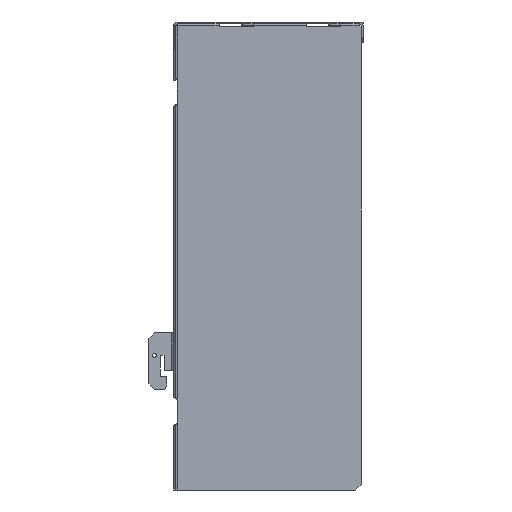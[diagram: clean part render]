
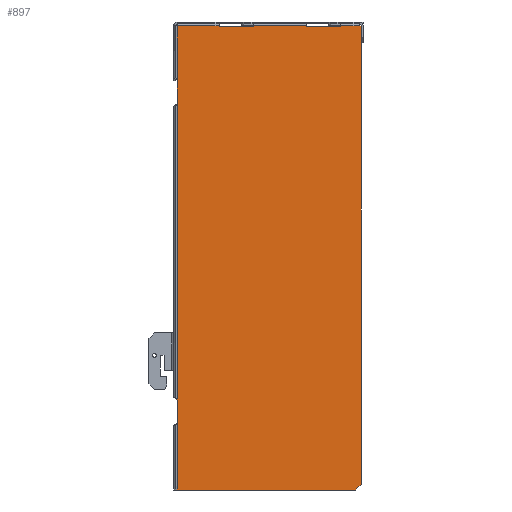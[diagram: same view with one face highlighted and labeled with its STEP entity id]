
A CAD part, left-side view. The second image highlights one B-rep face of the part: STEP entity #897.
In plain terms, the highlighted planar face has unit normal (-1, 0, 0).
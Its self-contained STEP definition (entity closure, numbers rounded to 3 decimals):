
#897=ADVANCED_FACE('',(#2000),#1468,.F.);
#1468=PLANE('',#12783);
#2000=FACE_OUTER_BOUND('',#2660,.T.);
#2660=EDGE_LOOP('',(#7464,#7465,#7466,#7467,#7468,#7469,#7470,#7471,#7472,
#7473,#7474,#7475,#7476,#7477,#7478,#7479,#7480,#7481));
#3667=LINE('',#18512,#5103);
#3669=LINE('',#18520,#5105);
#3672=LINE('',#18530,#5108);
#3682=LINE('',#18556,#5118);
#3688=LINE('',#18573,#5124);
#3690=LINE('',#18577,#5126);
#3691=LINE('',#18580,#5127);
#3692=LINE('',#18582,#5128);
#3693=LINE('',#18583,#5129);
#3694=LINE('',#18585,#5130);
#3695=LINE('',#18587,#5131);
#3696=LINE('',#18588,#5132);
#3697=LINE('',#18590,#5133);
#3698=LINE('',#18592,#5134);
#3699=LINE('',#18593,#5135);
#3700=LINE('',#18595,#5136);
#3701=LINE('',#18596,#5137);
#3702=LINE('',#18597,#5138);
#5103=VECTOR('',#14643,1.);
#5105=VECTOR('',#14647,1.);
#5108=VECTOR('',#14652,1.);
#5118=VECTOR('',#14670,1.);
#5124=VECTOR('',#14682,1.);
#5126=VECTOR('',#14686,1.);
#5127=VECTOR('',#14687,1.);
#5128=VECTOR('',#14688,1.);
#5129=VECTOR('',#14689,1.);
#5130=VECTOR('',#14690,1.);
#5131=VECTOR('',#14691,1.);
#5132=VECTOR('',#14692,1.);
#5133=VECTOR('',#14693,1.);
#5134=VECTOR('',#14694,1.);
#5135=VECTOR('',#14695,1.);
#5136=VECTOR('',#14696,1.);
#5137=VECTOR('',#14697,1.);
#5138=VECTOR('',#14698,1.);
#7464=ORIENTED_EDGE('',*,*,#11352,.F.);
#7465=ORIENTED_EDGE('',*,*,#11353,.T.);
#7466=ORIENTED_EDGE('',*,*,#11354,.F.);
#7467=ORIENTED_EDGE('',*,*,#11330,.T.);
#7468=ORIENTED_EDGE('',*,*,#11355,.T.);
#7469=ORIENTED_EDGE('',*,*,#11356,.F.);
#7470=ORIENTED_EDGE('',*,*,#11357,.T.);
#7471=ORIENTED_EDGE('',*,*,#11350,.F.);
#7472=ORIENTED_EDGE('',*,*,#11358,.T.);
#7473=ORIENTED_EDGE('',*,*,#11359,.F.);
#7474=ORIENTED_EDGE('',*,*,#11360,.T.);
#7475=ORIENTED_EDGE('',*,*,#11342,.F.);
#7476=ORIENTED_EDGE('',*,*,#11361,.T.);
#7477=ORIENTED_EDGE('',*,*,#11362,.T.);
#7478=ORIENTED_EDGE('',*,*,#11323,.T.);
#7479=ORIENTED_EDGE('',*,*,#11363,.T.);
#7480=ORIENTED_EDGE('',*,*,#11326,.T.);
#7481=ORIENTED_EDGE('',*,*,#11364,.T.);
#9928=VERTEX_POINT('',#18505);
#9931=VERTEX_POINT('',#18511);
#9934=VERTEX_POINT('',#18519);
#9935=VERTEX_POINT('',#18521);
#9938=VERTEX_POINT('',#18529);
#9939=VERTEX_POINT('',#18531);
#9950=VERTEX_POINT('',#18555);
#9951=VERTEX_POINT('',#18557);
#9958=VERTEX_POINT('',#18572);
#9959=VERTEX_POINT('',#18574);
#9960=VERTEX_POINT('',#18578);
#9961=VERTEX_POINT('',#18579);
#9962=VERTEX_POINT('',#18581);
#9963=VERTEX_POINT('',#18584);
#9964=VERTEX_POINT('',#18586);
#9965=VERTEX_POINT('',#18589);
#9966=VERTEX_POINT('',#18591);
#9967=VERTEX_POINT('',#18594);
#11323=EDGE_CURVE('',#9928,#9931,#3667,.T.);
#11326=EDGE_CURVE('',#9935,#9934,#3669,.T.);
#11330=EDGE_CURVE('',#9939,#9938,#3672,.T.);
#11342=EDGE_CURVE('',#9950,#9951,#3682,.T.);
#11350=EDGE_CURVE('',#9958,#9959,#3688,.T.);
#11352=EDGE_CURVE('',#9960,#9961,#3690,.T.);
#11353=EDGE_CURVE('',#9960,#9962,#3691,.T.);
#11354=EDGE_CURVE('',#9939,#9962,#3692,.T.);
#11355=EDGE_CURVE('',#9938,#9963,#3693,.T.);
#11356=EDGE_CURVE('',#9964,#9963,#3694,.T.);
#11357=EDGE_CURVE('',#9964,#9959,#3695,.T.);
#11358=EDGE_CURVE('',#9958,#9965,#3696,.T.);
#11359=EDGE_CURVE('',#9966,#9965,#3697,.T.);
#11360=EDGE_CURVE('',#9966,#9951,#3698,.T.);
#11361=EDGE_CURVE('',#9950,#9967,#3699,.T.);
#11362=EDGE_CURVE('',#9967,#9928,#3700,.T.);
#11363=EDGE_CURVE('',#9931,#9935,#3701,.T.);
#11364=EDGE_CURVE('',#9934,#9961,#3702,.T.);
#12783=AXIS2_PLACEMENT_3D('',#18598,#14699,#14700);
#14643=DIRECTION('',(0.,0.,-1.));
#14647=DIRECTION('',(0.,0.,-1.));
#14652=DIRECTION('',(0.,1.,0.));
#14670=DIRECTION('',(0.,0.,-1.));
#14682=DIRECTION('',(0.,0.,-1.));
#14686=DIRECTION('',(0.,1.,0.));
#14687=DIRECTION('',(0.,-0.707,0.707));
#14688=DIRECTION('',(0.,0.,-1.));
#14689=DIRECTION('',(0.,1.,0.));
#14690=DIRECTION('',(0.,0.,1.));
#14691=DIRECTION('',(0.,1.,0.));
#14692=DIRECTION('',(0.,1.,0.));
#14693=DIRECTION('',(0.,0.,1.));
#14694=DIRECTION('',(0.,1.,0.));
#14695=DIRECTION('',(0.,1.,0.));
#14696=DIRECTION('',(0.,0.,-1.));
#14697=DIRECTION('',(0.,0.,-1.));
#14698=DIRECTION('',(0.,0.,-1.));
#14699=DIRECTION('',(1.,0.,0.));
#14700=DIRECTION('',(0.,0.,1.));
#18505=CARTESIAN_POINT('',(929.,-4.,222.5));
#18511=CARTESIAN_POINT('',(929.,-4.,210.5));
#18512=CARTESIAN_POINT('',(929.,-4.,251.5));
#18519=CARTESIAN_POINT('',(929.,-4.,42.));
#18520=CARTESIAN_POINT('',(929.,-4.,251.5));
#18521=CARTESIAN_POINT('',(929.,-4.,54.));
#18529=CARTESIAN_POINT('',(929.,-100.,251.5));
#18530=CARTESIAN_POINT('',(929.,-100.,251.5));
#18531=CARTESIAN_POINT('',(929.,-101.,251.5));
#18555=CARTESIAN_POINT('',(929.,-26.,251.5));
#18556=CARTESIAN_POINT('',(929.,-26.,251.5));
#18557=CARTESIAN_POINT('',(929.,-26.,251.));
#18572=CARTESIAN_POINT('',(929.,-72.,251.5));
#18573=CARTESIAN_POINT('',(929.,-72.,251.5));
#18574=CARTESIAN_POINT('',(929.,-72.,251.));
#18577=CARTESIAN_POINT('',(929.,-101.,6.5));
#18578=CARTESIAN_POINT('',(929.,-98.,6.5));
#18579=CARTESIAN_POINT('',(929.,-4.,6.5));
#18580=CARTESIAN_POINT('',(929.,-101.,9.5));
#18581=CARTESIAN_POINT('',(929.,-101.,9.5));
#18582=CARTESIAN_POINT('',(929.,-101.,251.5));
#18583=CARTESIAN_POINT('',(929.,-100.,251.5));
#18584=CARTESIAN_POINT('',(929.,-90.,251.5));
#18585=CARTESIAN_POINT('',(929.,-90.,251.5));
#18586=CARTESIAN_POINT('',(929.,-90.,251.));
#18587=CARTESIAN_POINT('',(929.,-101.,251.));
#18588=CARTESIAN_POINT('',(929.,-100.,251.5));
#18589=CARTESIAN_POINT('',(929.,-44.,251.5));
#18590=CARTESIAN_POINT('',(929.,-44.,251.5));
#18591=CARTESIAN_POINT('',(929.,-44.,251.));
#18592=CARTESIAN_POINT('',(929.,-101.,251.));
#18593=CARTESIAN_POINT('',(929.,-100.,251.5));
#18594=CARTESIAN_POINT('',(929.,-4.,251.5));
#18595=CARTESIAN_POINT('',(929.,-4.,251.5));
#18596=CARTESIAN_POINT('',(929.,-4.,132.25));
#18597=CARTESIAN_POINT('',(929.,-4.,24.25));
#18598=CARTESIAN_POINT('',(929.,-101.,251.5));
